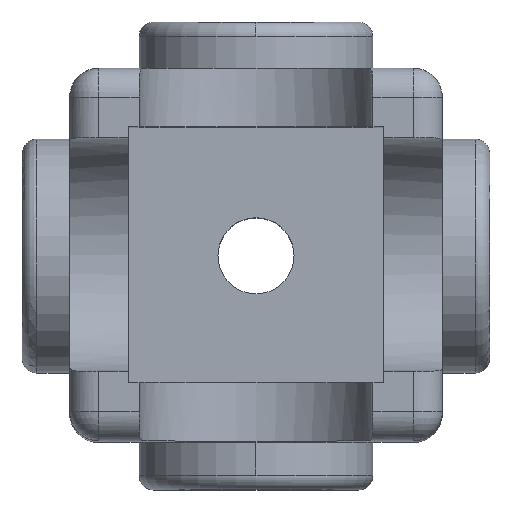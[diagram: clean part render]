
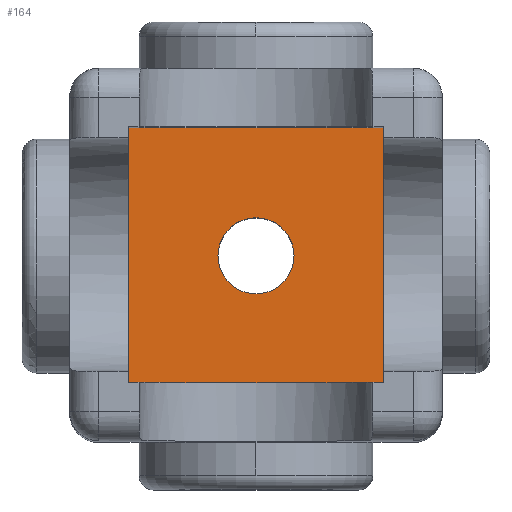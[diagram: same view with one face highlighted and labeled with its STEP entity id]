
A CAD part, top view. The second image highlights one B-rep face of the part: STEP entity #164.
In plain terms, the highlighted planar face has unit normal (0, 0, 1).
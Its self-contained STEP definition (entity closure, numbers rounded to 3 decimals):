
#152 = LINE ( 'NONE', #1715, #2767 ) ;
#164 = ADVANCED_FACE ( 'NONE', ( #3841, #2845 ), #3792, .T. ) ;
#443 = CIRCLE ( 'NONE', #4200, 1.3 ) ;
#479 = CARTESIAN_POINT ( 'NONE',  ( 16.684, 16.896, 18.705 ) ) ;
#707 = DIRECTION ( 'NONE',  ( 0., -1., 0. ) ) ;
#786 = CARTESIAN_POINT ( 'NONE',  ( 12.309, 21.271, 18.705 ) ) ;
#812 = DIRECTION ( 'NONE',  ( 1., 0., 0. ) ) ;
#841 = ORIENTED_EDGE ( 'NONE', *, *, #2588, .T. ) ;
#983 = DIRECTION ( 'NONE',  ( 0., 0., -1. ) ) ;
#997 = DIRECTION ( 'NONE',  ( 1., 0., 0. ) ) ;
#1126 = CARTESIAN_POINT ( 'NONE',  ( 16.684, 16.896, 18.705 ) ) ;
#1268 = VERTEX_POINT ( 'NONE', #2974 ) ;
#1271 = DIRECTION ( 'NONE',  ( 1., 0., 0. ) ) ;
#1288 = CARTESIAN_POINT ( 'NONE',  ( 21.059, 21.271, 18.705 ) ) ;
#1590 = VERTEX_POINT ( 'NONE', #1288 ) ;
#1591 = LINE ( 'NONE', #2900, #4374 ) ;
#1715 = CARTESIAN_POINT ( 'NONE',  ( 12.309, 12.521, 18.705 ) ) ;
#1762 = ORIENTED_EDGE ( 'NONE', *, *, #3057, .T. ) ;
#1791 = EDGE_LOOP ( 'NONE', ( #4441, #1762, #841, #2609 ) ) ;
#1829 = ORIENTED_EDGE ( 'NONE', *, *, #3790, .T. ) ;
#2070 = AXIS2_PLACEMENT_3D ( 'NONE', #3932, #3941, #3962 ) ;
#2083 = DIRECTION ( 'NONE',  ( 0., 1., 0. ) ) ;
#2090 = CIRCLE ( 'NONE', #3823, 1.3 ) ;
#2169 = CARTESIAN_POINT ( 'NONE',  ( 21.059, 21.271, 18.705 ) ) ;
#2241 = VECTOR ( 'NONE', #707, 1000. ) ;
#2245 = CARTESIAN_POINT ( 'NONE',  ( 12.309, 21.271, 18.705 ) ) ;
#2350 = LINE ( 'NONE', #786, #2241 ) ;
#2556 = EDGE_CURVE ( 'NONE', #3141, #2980, #152, .T. ) ;
#2588 = EDGE_CURVE ( 'NONE', #4460, #3141, #2350, .T. ) ;
#2609 = ORIENTED_EDGE ( 'NONE', *, *, #2556, .T. ) ;
#2610 = VECTOR ( 'NONE', #2083, 1000. ) ;
#2631 = ORIENTED_EDGE ( 'NONE', *, *, #3358, .T. ) ;
#2663 = DIRECTION ( 'NONE',  ( -1., 0., 0. ) ) ;
#2767 = VECTOR ( 'NONE', #1271, 1000. ) ;
#2845 = FACE_BOUND ( 'NONE', #3408, .T. ) ;
#2869 = DIRECTION ( 'NONE',  ( 0., 0., -1. ) ) ;
#2900 = CARTESIAN_POINT ( 'NONE',  ( 12.309, 21.271, 18.705 ) ) ;
#2974 = CARTESIAN_POINT ( 'NONE',  ( 17.984, 16.896, 18.705 ) ) ;
#2980 = VERTEX_POINT ( 'NONE', #3731 ) ;
#3037 = EDGE_CURVE ( 'NONE', #2980, #1590, #3796, .T. ) ;
#3057 = EDGE_CURVE ( 'NONE', #1590, #4460, #1591, .T. ) ;
#3141 = VERTEX_POINT ( 'NONE', #4410 ) ;
#3358 = EDGE_CURVE ( 'NONE', #1268, #3801, #443, .T. ) ;
#3408 = EDGE_LOOP ( 'NONE', ( #1829, #2631 ) ) ;
#3731 = CARTESIAN_POINT ( 'NONE',  ( 21.059, 12.521, 18.705 ) ) ;
#3790 = EDGE_CURVE ( 'NONE', #3801, #1268, #2090, .T. ) ;
#3792 = PLANE ( 'NONE',  #2070 ) ;
#3796 = LINE ( 'NONE', #2169, #2610 ) ;
#3801 = VERTEX_POINT ( 'NONE', #4407 ) ;
#3823 = AXIS2_PLACEMENT_3D ( 'NONE', #479, #2869, #812 ) ;
#3841 = FACE_OUTER_BOUND ( 'NONE', #1791, .T. ) ;
#3932 = CARTESIAN_POINT ( 'NONE',  ( 16.684, 16.896, 18.705 ) ) ;
#3941 = DIRECTION ( 'NONE',  ( 0., 0., 1. ) ) ;
#3962 = DIRECTION ( 'NONE',  ( 1., 0., 0. ) ) ;
#4200 = AXIS2_PLACEMENT_3D ( 'NONE', #1126, #983, #997 ) ;
#4374 = VECTOR ( 'NONE', #2663, 1000. ) ;
#4407 = CARTESIAN_POINT ( 'NONE',  ( 15.384, 16.896, 18.705 ) ) ;
#4410 = CARTESIAN_POINT ( 'NONE',  ( 12.309, 12.521, 18.705 ) ) ;
#4441 = ORIENTED_EDGE ( 'NONE', *, *, #3037, .T. ) ;
#4460 = VERTEX_POINT ( 'NONE', #2245 ) ;
